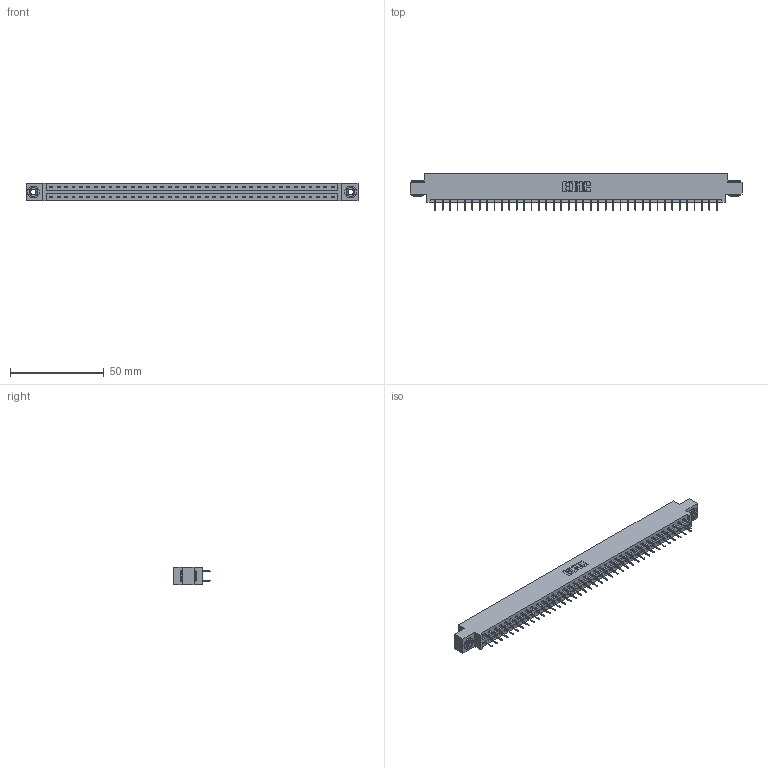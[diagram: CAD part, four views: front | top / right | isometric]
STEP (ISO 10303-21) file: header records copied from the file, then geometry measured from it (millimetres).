
FILE_DESCRIPTION (( 'STEP AP203' ), '1' );
FILE_NAME ('337-078-524-803.STEP', '2018-08-12T15:49:12', ( '' ), ( '' ), 'SwSTEP 2.0', 'SolidWorks 2016', '' );
FILE_SCHEMA (( 'CONFIG_CONTROL_DESIGN' ));
Length unit declared in the file: inch
Products named in the file (4): 337 Part_0.170 Offset - 0.156 Dia-TH; 345-292-001_345-293-124; 345-250-002_345-250-002-102; 337-078-524-803
Assembly tree (81 placements, depth 2):
  337-078-524-803
    337 Part_0.170 Offset - 0.156 Dia-TH
    345-292-001_345-293-124  x78
    345-250-002_345-250-002-102  x2
Bounding box: 177.55 x 19.69 x 9.4 mm (x, y, z)
Volume: 18455.1 mm3; surface area: 20801.1 mm2
Topology: 81 solids, 81 shells, 4680 faces, 13269 edges, 8530 vertices
Faces by surface type: plane 3516, cylinder 1156, cone 8
Entity records: 31482 total; most frequent: CARTESIAN_POINT 5281, ORIENTED_EDGE 5210, DIRECTION 4531, EDGE_CURVE 2605, LINE 2457, VECTOR 2457, VERTEX_POINT 1730, AXIS2_PLACEMENT_3D 1037
